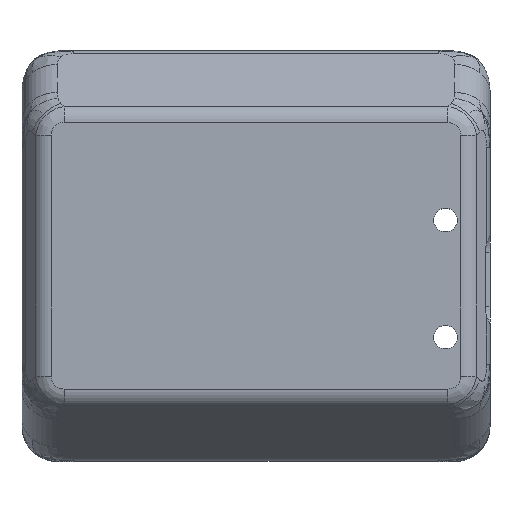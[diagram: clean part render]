
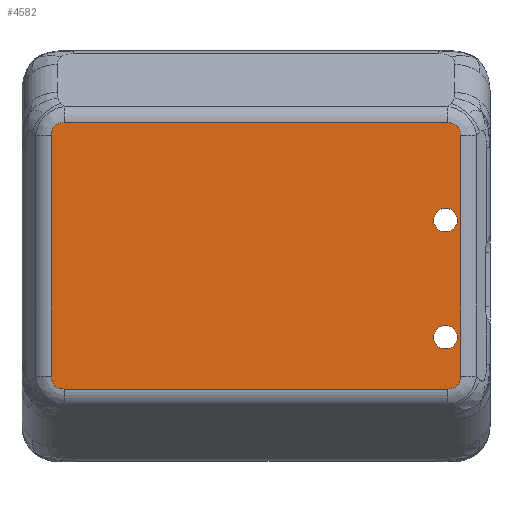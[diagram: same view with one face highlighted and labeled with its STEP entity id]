
A CAD part, top view. The second image highlights one B-rep face of the part: STEP entity #4582.
In plain terms, the highlighted planar face has unit normal (0, 0, 1).
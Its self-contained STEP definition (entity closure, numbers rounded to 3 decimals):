
#15=FACE_BOUND('',#1279,.T.);
#16=FACE_BOUND('',#1280,.T.);
#25=ELLIPSE('',#4890,2.815,2.);
#26=ELLIPSE('',#4891,2.815,2.);
#27=ELLIPSE('',#4892,2.815,2.);
#28=ELLIPSE('',#4893,2.815,2.);
#118=PLANE('',#4889);
#380=LINE('',#16704,#705);
#381=LINE('',#16711,#706);
#382=LINE('',#16715,#707);
#383=LINE('',#16719,#708);
#705=VECTOR('',#5666,10.);
#706=VECTOR('',#5675,10.);
#707=VECTOR('',#5678,10.);
#708=VECTOR('',#5681,10.);
#1018=FACE_OUTER_BOUND('',#1278,.T.);
#1278=EDGE_LOOP('',(#3758,#3759,#3760,#3761,#3762,#3763,#3764,#3765));
#1279=EDGE_LOOP('',(#3766));
#1280=EDGE_LOOP('',(#3767));
#1454=CIRCLE('',#4756,1.509);
#1456=CIRCLE('',#4759,1.509);
#1913=VERTEX_POINT('',#15454);
#1915=VERTEX_POINT('',#15460);
#2111=VERTEX_POINT('',#16702);
#2112=VERTEX_POINT('',#16703);
#2113=VERTEX_POINT('',#16708);
#2114=VERTEX_POINT('',#16710);
#2115=VERTEX_POINT('',#16712);
#2116=VERTEX_POINT('',#16714);
#2117=VERTEX_POINT('',#16716);
#2118=VERTEX_POINT('',#16718);
#2418=EDGE_CURVE('',#1913,#1913,#1454,.T.);
#2421=EDGE_CURVE('',#1915,#1915,#1456,.T.);
#2728=EDGE_CURVE('',#2111,#2112,#380,.T.);
#2731=EDGE_CURVE('',#2113,#2111,#25,.T.);
#2732=EDGE_CURVE('',#2114,#2113,#381,.T.);
#2733=EDGE_CURVE('',#2115,#2114,#26,.T.);
#2734=EDGE_CURVE('',#2116,#2115,#382,.T.);
#2735=EDGE_CURVE('',#2117,#2116,#27,.T.);
#2736=EDGE_CURVE('',#2118,#2117,#383,.T.);
#2737=EDGE_CURVE('',#2112,#2118,#28,.T.);
#3758=ORIENTED_EDGE('',*,*,#2731,.F.);
#3759=ORIENTED_EDGE('',*,*,#2732,.F.);
#3760=ORIENTED_EDGE('',*,*,#2733,.F.);
#3761=ORIENTED_EDGE('',*,*,#2734,.F.);
#3762=ORIENTED_EDGE('',*,*,#2735,.F.);
#3763=ORIENTED_EDGE('',*,*,#2736,.F.);
#3764=ORIENTED_EDGE('',*,*,#2737,.F.);
#3765=ORIENTED_EDGE('',*,*,#2728,.F.);
#3766=ORIENTED_EDGE('',*,*,#2418,.T.);
#3767=ORIENTED_EDGE('',*,*,#2421,.T.);
#4582=ADVANCED_FACE('',(#1018,#15,#16),#118,.T.);
#4756=AXIS2_PLACEMENT_3D('',#15455,#5170,#5171);
#4759=AXIS2_PLACEMENT_3D('',#15461,#5177,#5178);
#4889=AXIS2_PLACEMENT_3D('',#16707,#5671,#5672);
#4890=AXIS2_PLACEMENT_3D('',#16709,#5673,#5674);
#4891=AXIS2_PLACEMENT_3D('',#16713,#5676,#5677);
#4892=AXIS2_PLACEMENT_3D('',#16717,#5679,#5680);
#4893=AXIS2_PLACEMENT_3D('',#16720,#5682,#5683);
#5170=DIRECTION('center_axis',(0.,0.,-1.));
#5171=DIRECTION('ref_axis',(-1.,0.,0.));
#5177=DIRECTION('center_axis',(0.,0.,-1.));
#5178=DIRECTION('ref_axis',(-1.,0.,0.));
#5666=DIRECTION('',(0.,-1.,0.));
#5671=DIRECTION('center_axis',(0.,0.,1.));
#5672=DIRECTION('ref_axis',(1.,0.,0.));
#5673=DIRECTION('center_axis',(0.,0.,-1.));
#5674=DIRECTION('ref_axis',(0.707,0.707,0.));
#5675=DIRECTION('',(1.,0.,0.));
#5676=DIRECTION('center_axis',(0.,0.,-1.));
#5677=DIRECTION('ref_axis',(-0.707,0.707,0.));
#5678=DIRECTION('',(0.,1.,0.));
#5679=DIRECTION('center_axis',(0.,0.,-1.));
#5680=DIRECTION('ref_axis',(-0.707,-0.707,0.));
#5681=DIRECTION('',(-1.,0.,0.));
#5682=DIRECTION('center_axis',(0.,0.,-1.));
#5683=DIRECTION('ref_axis',(0.707,-0.707,0.));
#15454=CARTESIAN_POINT('',(25.739,7.64,21.));
#15455=CARTESIAN_POINT('Origin',(24.23,7.64,21.));
#15460=CARTESIAN_POINT('',(25.739,-7.36,21.));
#15461=CARTESIAN_POINT('Origin',(24.23,-7.36,21.));
#16702=CARTESIAN_POINT('',(26.177,18.501,21.));
#16703=CARTESIAN_POINT('',(26.177,-12.379,21.));
#16704=CARTESIAN_POINT('',(26.177,-3.024,21.));
#16707=CARTESIAN_POINT('Origin',(-0.048,3.061,21.));
#16708=CARTESIAN_POINT('',(24.539,20.139,21.));
#16709=CARTESIAN_POINT('Origin',(23.735,17.697,21.));
#16710=CARTESIAN_POINT('',(-24.636,20.139,21.));
#16711=CARTESIAN_POINT('',(6.948,20.139,21.));
#16712=CARTESIAN_POINT('',(-26.274,18.501,21.));
#16713=CARTESIAN_POINT('Origin',(-23.832,17.697,21.));
#16714=CARTESIAN_POINT('',(-26.274,-12.379,21.));
#16715=CARTESIAN_POINT('',(-26.274,9.146,21.));
#16716=CARTESIAN_POINT('',(-24.636,-14.017,21.));
#16717=CARTESIAN_POINT('Origin',(-23.832,-11.575,21.));
#16718=CARTESIAN_POINT('',(24.539,-14.017,21.));
#16719=CARTESIAN_POINT('',(-7.045,-14.017,21.));
#16720=CARTESIAN_POINT('Origin',(23.735,-11.575,21.));
